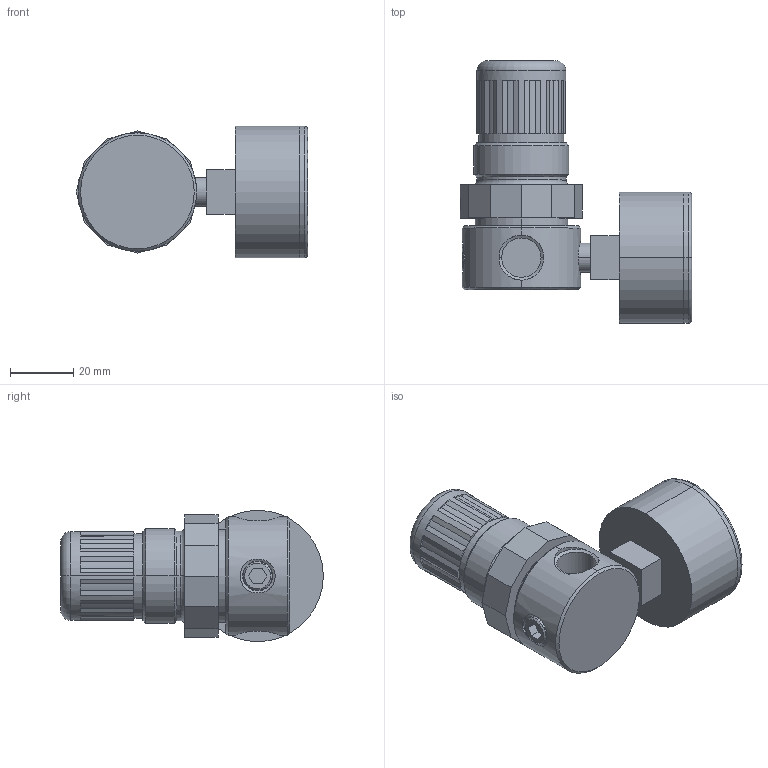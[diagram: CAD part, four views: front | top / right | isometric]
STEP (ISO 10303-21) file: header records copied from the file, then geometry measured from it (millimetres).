
FILE_DESCRIPTION (( 'STEP AP214' ), '1' );
FILE_NAME ('Norgren-R06-221-NGEA.step', '2019-03-04T15:44:25', ( '' ), ( '' ), 'SwSTEP 2.0', 'SolidWorks 2019', '' );
FILE_SCHEMA (( 'AUTOMOTIVE_DESIGN' ));
Length unit declared in the file: inch
Products named in the file (6): Norgren-R06-221-NGEA; Norgren-R06-221-NGEA_Body-Regulator_1-4 NPT; Norgren-R06-221-NGEA_Plug; Norgren-R06-221-NGEA_Knob; Norgren-R06-221-NGEA_gauge; Norgren-R06-221-NGEA_Bonnet Regulator
Assembly tree (5 placements, depth 2):
  Norgren-R06-221-NGEA
    Norgren-R06-221-NGEA_Body-Regulator_1-4 NPT
    Norgren-R06-221-NGEA_Bonnet Regulator
    Norgren-R06-221-NGEA_Knob
    Norgren-R06-221-NGEA_gauge
    Norgren-R06-221-NGEA_Plug
Bounding box: 73.36 x 83.31 x 41.66 mm (x, y, z)
Volume: 93883.4 mm3; surface area: 27548.7 mm2
Topology: 6 solids, 6 shells, 271 faces, 669 edges, 434 vertices
Faces by surface type: plane 139, cylinder 96, cone 28, torus 8
Entity records: 9181 total; most frequent: CARTESIAN_POINT 1684, DIRECTION 1443, ORIENTED_EDGE 1338, EDGE_CURVE 669, AXIS2_PLACEMENT_3D 523, VERTEX_POINT 434, VECTOR 397, LINE 397
